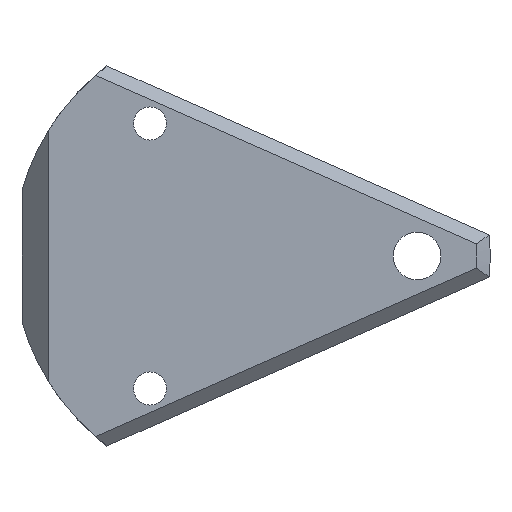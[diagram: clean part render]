
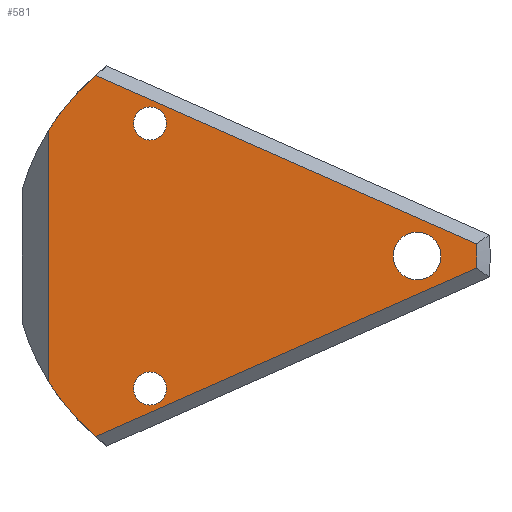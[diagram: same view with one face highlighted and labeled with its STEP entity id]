
A CAD part, front view. The second image highlights one B-rep face of the part: STEP entity #581.
In plain terms, the highlighted planar face has unit normal (0, -1, 0).
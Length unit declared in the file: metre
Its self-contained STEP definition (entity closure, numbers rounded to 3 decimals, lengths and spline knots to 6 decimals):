
#15=PLANE('',#636);
#40=LINE('',#898,#89);
#41=LINE('',#903,#90);
#42=LINE('',#904,#91);
#89=VECTOR('',#717,1.);
#90=VECTOR('',#720,1.);
#91=VECTOR('',#721,1.);
#152=ORIENTED_EDGE('',*,*,#312,.T.);
#153=ORIENTED_EDGE('',*,*,#313,.T.);
#154=ORIENTED_EDGE('',*,*,#314,.T.);
#155=ORIENTED_EDGE('',*,*,#302,.T.);
#156=ORIENTED_EDGE('',*,*,#315,.T.);
#157=ORIENTED_EDGE('',*,*,#316,.T.);
#158=ORIENTED_EDGE('',*,*,#317,.F.);
#159=ORIENTED_EDGE('',*,*,#318,.F.);
#160=ORIENTED_EDGE('',*,*,#319,.F.);
#302=EDGE_CURVE('',#382,#383,#436,.T.);
#312=EDGE_CURVE('',#392,#393,#40,.T.);
#313=EDGE_CURVE('',#393,#394,#440,.T.);
#314=EDGE_CURVE('',#394,#382,#41,.T.);
#315=EDGE_CURVE('',#383,#395,#42,.T.);
#316=EDGE_CURVE('',#395,#392,#441,.T.);
#317=EDGE_CURVE('',#396,#396,#442,.T.);
#318=EDGE_CURVE('',#397,#397,#443,.T.);
#319=EDGE_CURVE('',#398,#398,#444,.T.);
#382=VERTEX_POINT('',#877);
#383=VERTEX_POINT('',#878);
#392=VERTEX_POINT('',#899);
#393=VERTEX_POINT('',#900);
#394=VERTEX_POINT('',#902);
#395=VERTEX_POINT('',#905);
#396=VERTEX_POINT('',#908);
#397=VERTEX_POINT('',#910);
#398=VERTEX_POINT('',#912);
#436=CIRCLE('',#629,0.036017);
#440=CIRCLE('',#637,0.034017);
#441=CIRCLE('',#638,0.036017);
#442=CIRCLE('',#639,0.0036);
#443=CIRCLE('',#640,0.0025);
#444=CIRCLE('',#641,0.0025);
#459=EDGE_LOOP('',(#152,#153,#154,#155,#156,#157));
#460=EDGE_LOOP('',(#158));
#461=EDGE_LOOP('',(#159));
#462=EDGE_LOOP('',(#160));
#513=FACE_BOUND('',#459,.T.);
#514=FACE_BOUND('',#460,.T.);
#515=FACE_BOUND('',#461,.T.);
#516=FACE_BOUND('',#462,.T.);
#581=ADVANCED_FACE('',(#513,#514,#515,#516),#15,.T.);
#629=AXIS2_PLACEMENT_3D('',#876,#697,#698);
#636=AXIS2_PLACEMENT_3D('',#897,#715,#716);
#637=AXIS2_PLACEMENT_3D('',#901,#718,#719);
#638=AXIS2_PLACEMENT_3D('',#906,#722,#723);
#639=AXIS2_PLACEMENT_3D('',#907,#724,#725);
#640=AXIS2_PLACEMENT_3D('',#909,#726,#727);
#641=AXIS2_PLACEMENT_3D('',#911,#728,#729);
#697=DIRECTION('',(0.,-1.,0.));
#698=DIRECTION('',(0.,0.,-1.));
#715=DIRECTION('',(0.,-1.,0.));
#716=DIRECTION('',(1.,0.,0.));
#717=DIRECTION('',(0.914,0.,0.405));
#718=DIRECTION('',(0.,-1.,0.));
#719=DIRECTION('',(0.,0.,-1.));
#720=DIRECTION('',(-0.914,0.,0.405));
#721=DIRECTION('',(0.,0.,-1.));
#722=DIRECTION('',(0.,-1.,0.));
#723=DIRECTION('',(0.,0.,-1.));
#724=DIRECTION('',(0.,-1.,0.));
#725=DIRECTION('',(0.,0.,-1.));
#726=DIRECTION('',(0.,-1.,0.));
#727=DIRECTION('',(0.,0.,-1.));
#728=DIRECTION('',(0.,-1.,0.));
#729=DIRECTION('',(0.,0.,-1.));
#876=CARTESIAN_POINT('',(0.034612,-0.01,0.03596));
#877=CARTESIAN_POINT('',(0.011077,-0.01,0.063224));
#878=CARTESIAN_POINT('',(0.004,-0.01,0.054937));
#897=CARTESIAN_POINT('',(0.035314,-0.01,0.03596));
#898=CARTESIAN_POINT('',(0.041434,-0.01,0.022128));
#899=CARTESIAN_POINT('',(0.011077,-0.01,0.008697));
#900=CARTESIAN_POINT('',(0.06858,-0.01,0.034138));
#901=CARTESIAN_POINT('',(0.034612,-0.01,0.03596));
#902=CARTESIAN_POINT('',(0.06858,-0.01,0.037783));
#903=CARTESIAN_POINT('',(0.012013,-0.01,0.062809));
#904=CARTESIAN_POINT('',(0.004,-0.01,0.03596));
#905=CARTESIAN_POINT('',(0.004,-0.01,0.016984));
#906=CARTESIAN_POINT('',(0.034612,-0.01,0.03596));
#907=CARTESIAN_POINT('',(0.059612,-0.01,0.03596));
#908=CARTESIAN_POINT('',(0.059612,-0.01,0.03236));
#909=CARTESIAN_POINT('',(0.019312,-0.01,0.05596));
#910=CARTESIAN_POINT('',(0.019312,-0.01,0.05346));
#911=CARTESIAN_POINT('',(0.019312,-0.01,0.01596));
#912=CARTESIAN_POINT('',(0.019312,-0.01,0.01346));
